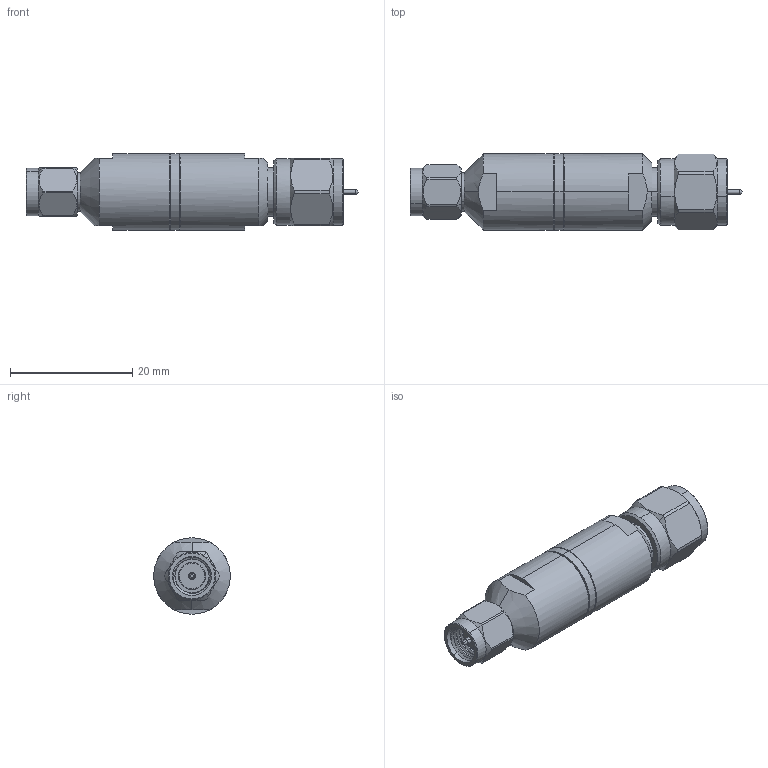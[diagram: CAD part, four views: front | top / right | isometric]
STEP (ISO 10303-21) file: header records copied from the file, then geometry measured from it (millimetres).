
FILE_DESCRIPTION (( 'STEP AP214' ), '1' );
FILE_NAME ('FMMP1107_3D.step', '2023-03-30T16:12:53', ( '' ), ( '' ), 'SwSTEP 2.0', 'SolidWorks 2022', '' );
FILE_SCHEMA (( 'AUTOMOTIVE_DESIGN' ));
Length unit declared in the file: inch
Products named in the file (1): FMMP1107_3D
Bounding box: 54.3 x 12.5 x 12.5 mm (x, y, z)
Volume: 4667.3 mm3; surface area: 2670.3 mm2
Topology: 1 solids, 1 shells, 157 faces, 416 edges, 273 vertices
Faces by surface type: cylinder 77, plane 35, cone 33, bspline 12
Entity records: 8769 total; most frequent: CARTESIAN_POINT 5059, ORIENTED_EDGE 828, DIRECTION 718, EDGE_CURVE 414, AXIS2_PLACEMENT_3D 293, VERTEX_POINT 273, EDGE_LOOP 171, FACE_OUTER_BOUND 157
